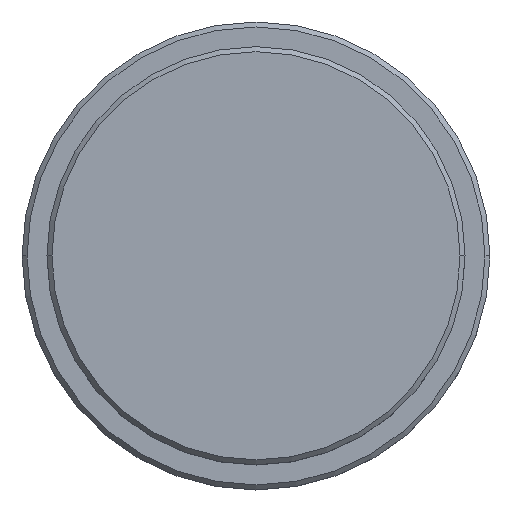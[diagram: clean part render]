
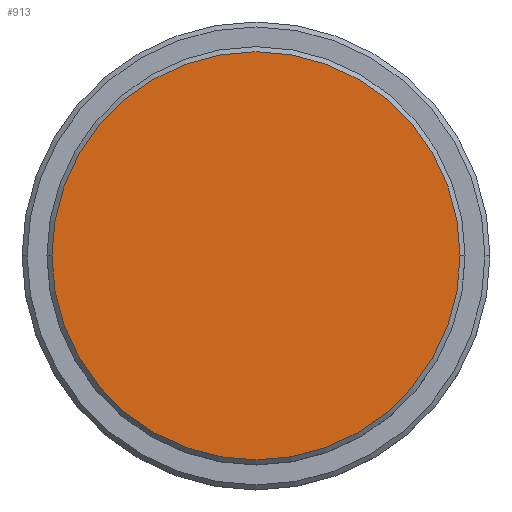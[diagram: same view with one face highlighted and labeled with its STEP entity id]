
A CAD part, top view. The second image highlights one B-rep face of the part: STEP entity #913.
In plain terms, the highlighted planar face has unit normal (0, 0, 1).
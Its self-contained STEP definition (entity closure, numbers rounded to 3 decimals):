
#66 = DIRECTION ( 'NONE',  ( 0., 0., 1. ) ) ;
#84 = AXIS2_PLACEMENT_3D ( 'NONE', #431, #1227, #122 ) ;
#122 = DIRECTION ( 'NONE',  ( 1., 0., 0. ) ) ;
#144 = ORIENTED_EDGE ( 'NONE', *, *, #1042, .T. ) ;
#154 = CIRCLE ( 'NONE', #1065, 20.5 ) ;
#160 = CARTESIAN_POINT ( 'NONE',  ( 20.5, 0., 0. ) ) ;
#163 = DIRECTION ( 'NONE',  ( 1., 0., 0. ) ) ;
#172 = CARTESIAN_POINT ( 'NONE',  ( 0., 0., 0. ) ) ;
#205 = EDGE_LOOP ( 'NONE', ( #1005, #144 ) ) ;
#299 = DIRECTION ( 'NONE',  ( 0., 0., 1. ) ) ;
#384 = VERTEX_POINT ( 'NONE', #160 ) ;
#431 = CARTESIAN_POINT ( 'NONE',  ( 0., 0., 0. ) ) ;
#453 = FACE_OUTER_BOUND ( 'NONE', #205, .T. ) ;
#547 = EDGE_CURVE ( 'NONE', #1376, #384, #154, .T. ) ;
#558 = AXIS2_PLACEMENT_3D ( 'NONE', #172, #66, #163 ) ;
#637 = DIRECTION ( 'NONE',  ( 1., 0., 0. ) ) ;
#828 = CARTESIAN_POINT ( 'NONE',  ( 0., 0., 0. ) ) ;
#913 = ADVANCED_FACE ( 'NONE', ( #453 ), #1211, .T. ) ;
#970 = CIRCLE ( 'NONE', #558, 20.5 ) ;
#1005 = ORIENTED_EDGE ( 'NONE', *, *, #547, .T. ) ;
#1042 = EDGE_CURVE ( 'NONE', #384, #1376, #970, .T. ) ;
#1065 = AXIS2_PLACEMENT_3D ( 'NONE', #828, #299, #637 ) ;
#1211 = PLANE ( 'NONE',  #84 ) ;
#1222 = CARTESIAN_POINT ( 'NONE',  ( -20.5, 0., 0. ) ) ;
#1227 = DIRECTION ( 'NONE',  ( 0., 0., 1. ) ) ;
#1376 = VERTEX_POINT ( 'NONE', #1222 ) ;
